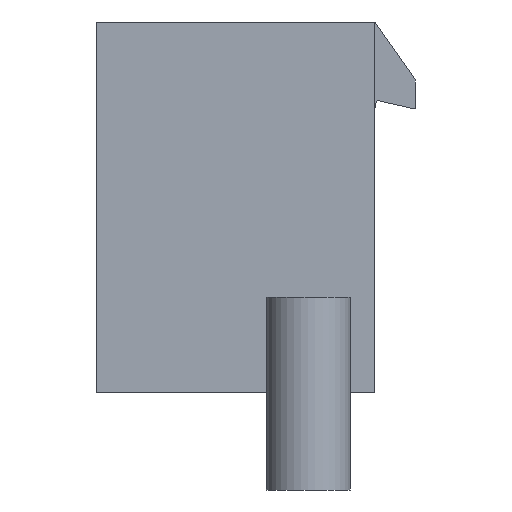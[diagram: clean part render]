
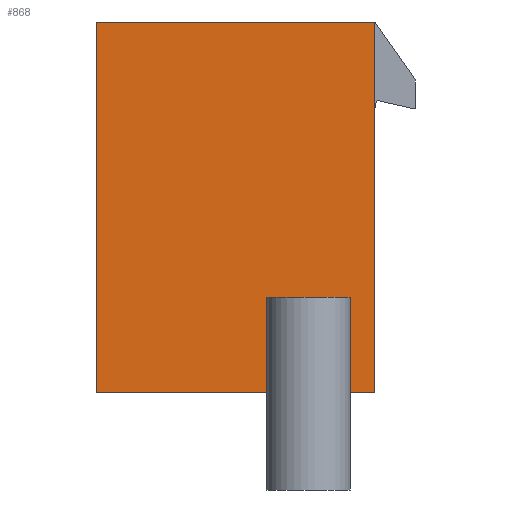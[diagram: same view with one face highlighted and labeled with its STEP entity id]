
A CAD part, left-side view. The second image highlights one B-rep face of the part: STEP entity #868.
In plain terms, the highlighted planar face has unit normal (-1, 0, 0).
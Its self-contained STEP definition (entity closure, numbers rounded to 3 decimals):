
#217 = VERTEX_POINT('',#218);
#218 = CARTESIAN_POINT('',(-47.25,-5.05,-4.));
#224 = EDGE_CURVE('',#217,#225,#227,.T.);
#225 = VERTEX_POINT('',#226);
#226 = CARTESIAN_POINT('',(-47.25,-5.05,8.8));
#227 = LINE('',#228,#229);
#228 = CARTESIAN_POINT('',(-47.25,-5.05,-4.));
#229 = VECTOR('',#230,1.);
#230 = DIRECTION('',(0.,0.,1.));
#438 = EDGE_CURVE('',#225,#439,#441,.T.);
#439 = VERTEX_POINT('',#440);
#440 = CARTESIAN_POINT('',(-47.25,4.55,8.8));
#441 = LINE('',#442,#443);
#442 = CARTESIAN_POINT('',(-47.25,-5.05,8.8));
#443 = VECTOR('',#444,1.);
#444 = DIRECTION('',(0.,1.,0.));
#868 = ADVANCED_FACE('',(#869,#887),#921,.F.);
#869 = FACE_BOUND('',#870,.F.);
#870 = EDGE_LOOP('',(#871,#872,#880,#886));
#871 = ORIENTED_EDGE('',*,*,#224,.F.);
#872 = ORIENTED_EDGE('',*,*,#873,.T.);
#873 = EDGE_CURVE('',#217,#874,#876,.T.);
#874 = VERTEX_POINT('',#875);
#875 = CARTESIAN_POINT('',(-47.25,4.55,-4.));
#876 = LINE('',#877,#878);
#877 = CARTESIAN_POINT('',(-47.25,-5.05,-4.));
#878 = VECTOR('',#879,1.);
#879 = DIRECTION('',(0.,1.,0.));
#880 = ORIENTED_EDGE('',*,*,#881,.T.);
#881 = EDGE_CURVE('',#874,#439,#882,.T.);
#882 = LINE('',#883,#884);
#883 = CARTESIAN_POINT('',(-47.25,4.55,-4.));
#884 = VECTOR('',#885,1.);
#885 = DIRECTION('',(0.,0.,1.));
#886 = ORIENTED_EDGE('',*,*,#438,.F.);
#887 = FACE_BOUND('',#888,.F.);
#888 = EDGE_LOOP('',(#889,#899,#907,#915));
#889 = ORIENTED_EDGE('',*,*,#890,.T.);
#890 = EDGE_CURVE('',#891,#893,#895,.T.);
#891 = VERTEX_POINT('',#892);
#892 = CARTESIAN_POINT('',(-47.25,-4.,-2.35));
#893 = VERTEX_POINT('',#894);
#894 = CARTESIAN_POINT('',(-47.25,-4.,-0.7));
#895 = LINE('',#896,#897);
#896 = CARTESIAN_POINT('',(-47.25,-4.,-2.35));
#897 = VECTOR('',#898,1.);
#898 = DIRECTION('',(0.,0.,1.));
#899 = ORIENTED_EDGE('',*,*,#900,.T.);
#900 = EDGE_CURVE('',#893,#901,#903,.T.);
#901 = VERTEX_POINT('',#902);
#902 = CARTESIAN_POINT('',(-47.25,-1.5,-0.7));
#903 = LINE('',#904,#905);
#904 = CARTESIAN_POINT('',(-47.25,-4.,-0.7));
#905 = VECTOR('',#906,1.);
#906 = DIRECTION('',(0.,1.,0.));
#907 = ORIENTED_EDGE('',*,*,#908,.F.);
#908 = EDGE_CURVE('',#909,#901,#911,.T.);
#909 = VERTEX_POINT('',#910);
#910 = CARTESIAN_POINT('',(-47.25,-1.5,-2.35));
#911 = LINE('',#912,#913);
#912 = CARTESIAN_POINT('',(-47.25,-1.5,-2.35));
#913 = VECTOR('',#914,1.);
#914 = DIRECTION('',(0.,0.,1.));
#915 = ORIENTED_EDGE('',*,*,#916,.F.);
#916 = EDGE_CURVE('',#891,#909,#917,.T.);
#917 = LINE('',#918,#919);
#918 = CARTESIAN_POINT('',(-47.25,-4.,-2.35));
#919 = VECTOR('',#920,1.);
#920 = DIRECTION('',(0.,1.,0.));
#921 = PLANE('',#922);
#922 = AXIS2_PLACEMENT_3D('',#923,#924,#925);
#923 = CARTESIAN_POINT('',(-47.25,-5.05,-4.));
#924 = DIRECTION('',(1.,0.,0.));
#925 = DIRECTION('',(0.,0.,1.));
